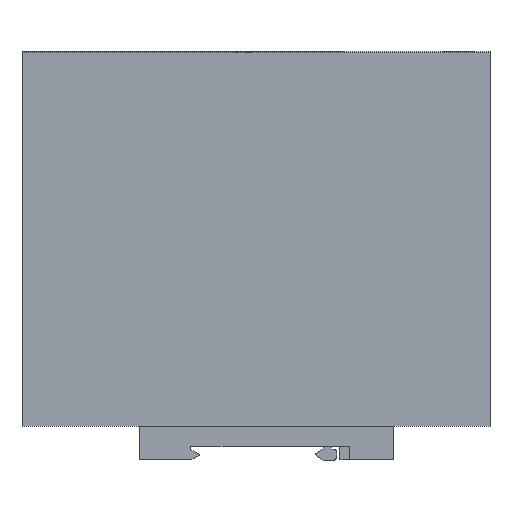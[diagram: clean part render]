
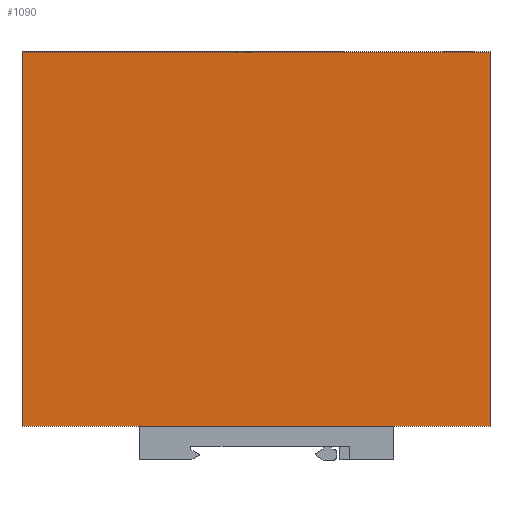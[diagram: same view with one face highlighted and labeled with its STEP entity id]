
A CAD part, left-side view. The second image highlights one B-rep face of the part: STEP entity #1090.
In plain terms, the highlighted planar face has unit normal (-1, 0, 0).
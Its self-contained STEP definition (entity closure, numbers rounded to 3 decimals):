
#1077=AXIS2_PLACEMENT_3D('Plane Axis2P3D',#1074,#1075,#1076) ;
#190=CARTESIAN_POINT('Vertex',(0.,125.,108.9)) ;
#204=CARTESIAN_POINT('Vertex',(0.,125.,9.)) ;
#207=CARTESIAN_POINT('Line Origine',(0.,125.,58.95)) ;
#911=CARTESIAN_POINT('Line Origine',(0.,62.5,108.9)) ;
#915=CARTESIAN_POINT('Vertex',(0.,0.,108.9)) ;
#1058=CARTESIAN_POINT('Vertex',(0.,0.,9.)) ;
#1061=CARTESIAN_POINT('Line Origine',(0.,62.5,9.)) ;
#1074=CARTESIAN_POINT('Axis2P3D Location',(0.,125.,109.)) ;
#1079=CARTESIAN_POINT('Line Origine',(0.,0.,58.95)) ;
#208=DIRECTION('Vector Direction',(0.,0.,1.)) ;
#912=DIRECTION('Vector Direction',(0.,-1.,0.)) ;
#1062=DIRECTION('Vector Direction',(0.,-1.,0.)) ;
#1075=DIRECTION('Axis2P3D Direction',(-1.,-0.,-0.)) ;
#1076=DIRECTION('Axis2P3D XDirection',(0.,0.,-1.)) ;
#1080=DIRECTION('Vector Direction',(0.,0.,1.)) ;
#209=VECTOR('Line Direction',#208,1.) ;
#913=VECTOR('Line Direction',#912,1.) ;
#1063=VECTOR('Line Direction',#1062,1.) ;
#1081=VECTOR('Line Direction',#1080,1.) ;
#1085=ORIENTED_EDGE('',*,*,#917,.F.) ;
#1086=ORIENTED_EDGE('',*,*,#211,.F.) ;
#1087=ORIENTED_EDGE('',*,*,#1065,.T.) ;
#1088=ORIENTED_EDGE('',*,*,#1083,.T.) ;
#1090=ADVANCED_FACE('GEHAUESE',(#1089),#1078,.T.) ;
#211=EDGE_CURVE('',#205,#191,#210,.T.) ;
#917=EDGE_CURVE('',#191,#916,#914,.T.) ;
#1065=EDGE_CURVE('',#205,#1059,#1064,.T.) ;
#1083=EDGE_CURVE('',#1059,#916,#1082,.T.) ;
#1084=EDGE_LOOP('',(#1085,#1086,#1087,#1088)) ;
#1089=FACE_OUTER_BOUND('',#1084,.T.) ;
#210=LINE('Line',#207,#209) ;
#914=LINE('Line',#911,#913) ;
#1064=LINE('Line',#1061,#1063) ;
#1082=LINE('Line',#1079,#1081) ;
#1078=PLANE('',#1077) ;
#191=VERTEX_POINT('',#190) ;
#205=VERTEX_POINT('',#204) ;
#916=VERTEX_POINT('',#915) ;
#1059=VERTEX_POINT('',#1058) ;
